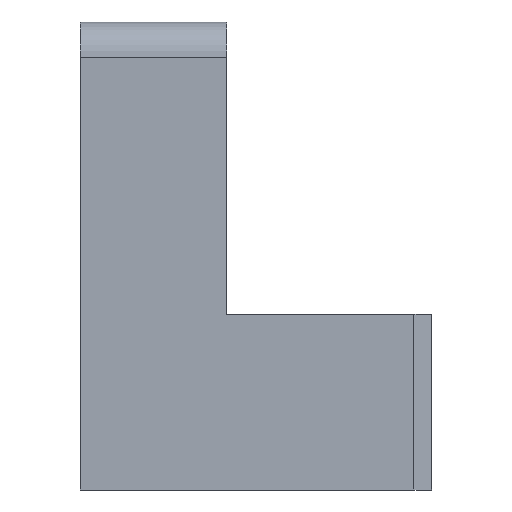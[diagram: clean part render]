
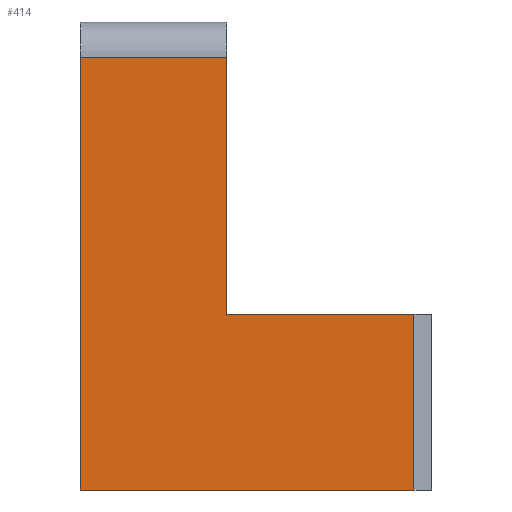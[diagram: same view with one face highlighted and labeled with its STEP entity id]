
A CAD part, left-side view. The second image highlights one B-rep face of the part: STEP entity #414.
In plain terms, the highlighted planar face has unit normal (-1, 0, 0).
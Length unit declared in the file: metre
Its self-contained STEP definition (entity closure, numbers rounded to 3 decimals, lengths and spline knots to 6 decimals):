
#46=ORIENTED_EDGE('',*,*,#146,.F.);
#47=ORIENTED_EDGE('',*,*,#157,.T.);
#48=ORIENTED_EDGE('',*,*,#158,.T.);
#49=ORIENTED_EDGE('',*,*,#159,.F.);
#50=ORIENTED_EDGE('',*,*,#160,.T.);
#51=ORIENTED_EDGE('',*,*,#161,.T.);
#146=EDGE_CURVE('',#202,#203,#242,.T.);
#157=EDGE_CURVE('',#202,#212,#253,.T.);
#158=EDGE_CURVE('',#212,#213,#254,.T.);
#159=EDGE_CURVE('',#214,#213,#255,.T.);
#160=EDGE_CURVE('',#214,#215,#256,.T.);
#161=EDGE_CURVE('',#215,#203,#257,.T.);
#202=VERTEX_POINT('',#613);
#203=VERTEX_POINT('',#615);
#212=VERTEX_POINT('',#637);
#213=VERTEX_POINT('',#639);
#214=VERTEX_POINT('',#641);
#215=VERTEX_POINT('',#643);
#242=LINE('',#614,#286);
#253=LINE('',#636,#297);
#254=LINE('',#638,#298);
#255=LINE('',#640,#299);
#256=LINE('',#642,#300);
#257=LINE('',#644,#301);
#286=VECTOR('',#493,1.);
#297=VECTOR('',#508,1.);
#298=VECTOR('',#509,1.);
#299=VECTOR('',#510,1.);
#300=VECTOR('',#511,1.);
#301=VECTOR('',#512,1.);
#328=EDGE_LOOP('',(#46,#47,#48,#49,#50,#51));
#362=FACE_BOUND('',#328,.T.);
#396=PLANE('',#451);
#414=ADVANCED_FACE('',(#362),#396,.F.);
#451=AXIS2_PLACEMENT_3D('',#635,#506,#507);
#493=DIRECTION('',(0.,1.,0.));
#506=DIRECTION('',(1.,0.,0.));
#507=DIRECTION('',(0.,0.,-1.));
#508=DIRECTION('',(0.,0.,1.));
#509=DIRECTION('',(0.,1.,0.));
#510=DIRECTION('',(0.,0.,-1.));
#511=DIRECTION('',(0.,1.,0.));
#512=DIRECTION('',(0.,0.,-1.));
#613=CARTESIAN_POINT('',(-0.055,-0.057,0.));
#614=CARTESIAN_POINT('',(-0.055,-0.025,0.));
#615=CARTESIAN_POINT('',(-0.055,0.,0.));
#635=CARTESIAN_POINT('',(-0.055,-0.025,0.04));
#636=CARTESIAN_POINT('',(-0.055,-0.057,0.03));
#637=CARTESIAN_POINT('',(-0.055,-0.057,0.03));
#638=CARTESIAN_POINT('',(-0.055,-0.03,0.03));
#639=CARTESIAN_POINT('',(-0.055,-0.025,0.03));
#640=CARTESIAN_POINT('',(-0.055,-0.025,0.04));
#641=CARTESIAN_POINT('',(-0.055,-0.025,0.074));
#642=CARTESIAN_POINT('',(-0.055,-0.025,0.074));
#643=CARTESIAN_POINT('',(-0.055,0.,0.074));
#644=CARTESIAN_POINT('',(-0.055,0.,0.04));
